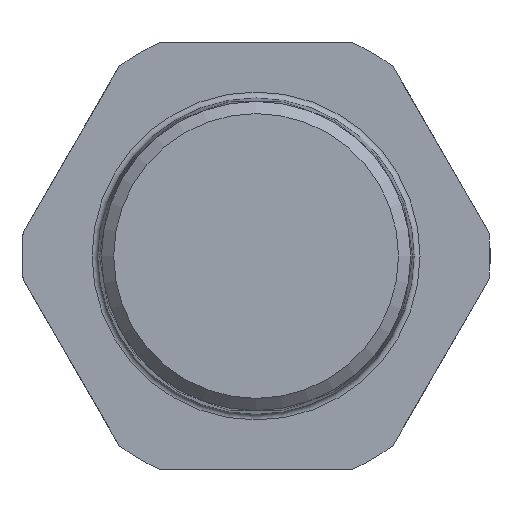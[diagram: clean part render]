
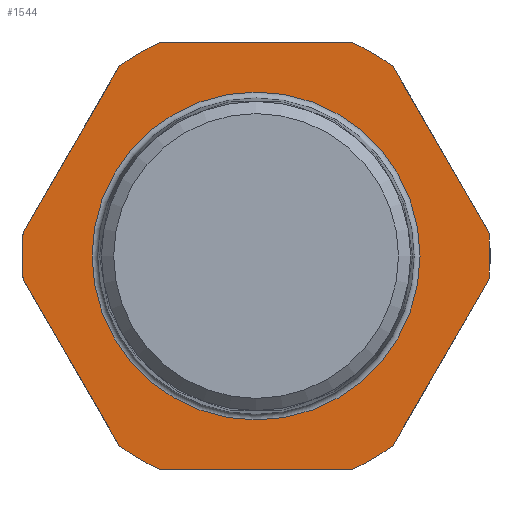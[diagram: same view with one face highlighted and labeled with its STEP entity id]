
A CAD part, left-side view. The second image highlights one B-rep face of the part: STEP entity #1544.
In plain terms, the highlighted planar face has unit normal (-1, 0, 0).
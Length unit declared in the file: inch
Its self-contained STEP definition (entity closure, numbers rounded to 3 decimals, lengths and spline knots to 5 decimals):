
#28=FACE_BOUND('',#469,.T.);
#109=LINE('',#3259,#168);
#112=LINE('',#3289,#171);
#115=LINE('',#3319,#174);
#118=LINE('',#3349,#177);
#121=LINE('',#3369,#180);
#124=LINE('',#3412,#183);
#168=VECTOR('',#2158,0.3937);
#171=VECTOR('',#2163,0.3937);
#174=VECTOR('',#2168,0.3937);
#177=VECTOR('',#2173,0.3937);
#180=VECTOR('',#2178,0.3937);
#183=VECTOR('',#2183,0.3937);
#384=FACE_OUTER_BOUND('',#468,.T.);
#468=EDGE_LOOP('',(#1387,#1388,#1389,#1390,#1391,#1392,#1393,#1394,#1395,
#1396,#1397,#1398));
#469=EDGE_LOOP('',(#1399,#1400));
#582=CIRCLE('',#1749,0.77756);
#584=CIRCLE('',#1752,0.77756);
#585=CIRCLE('',#1754,0.77756);
#588=CIRCLE('',#1758,0.77756);
#589=CIRCLE('',#1760,0.77756);
#593=CIRCLE('',#1766,0.77756);
#594=CIRCLE('',#1767,0.54469);
#595=CIRCLE('',#1768,0.54469);
#730=VERTEX_POINT('',#3256);
#731=VERTEX_POINT('',#3258);
#734=VERTEX_POINT('',#3286);
#735=VERTEX_POINT('',#3288);
#738=VERTEX_POINT('',#3316);
#739=VERTEX_POINT('',#3318);
#742=VERTEX_POINT('',#3346);
#743=VERTEX_POINT('',#3348);
#746=VERTEX_POINT('',#3366);
#747=VERTEX_POINT('',#3368);
#751=VERTEX_POINT('',#3409);
#752=VERTEX_POINT('',#3411);
#753=VERTEX_POINT('',#3434);
#754=VERTEX_POINT('',#3435);
#937=EDGE_CURVE('',#731,#730,#109,.T.);
#941=EDGE_CURVE('',#735,#734,#112,.T.);
#945=EDGE_CURVE('',#739,#738,#115,.T.);
#949=EDGE_CURVE('',#743,#742,#118,.T.);
#953=EDGE_CURVE('',#747,#746,#121,.T.);
#958=EDGE_CURVE('',#752,#751,#124,.T.);
#961=EDGE_CURVE('',#752,#742,#582,.T.);
#963=EDGE_CURVE('',#743,#738,#584,.T.);
#964=EDGE_CURVE('',#735,#746,#585,.T.);
#967=EDGE_CURVE('',#739,#734,#588,.T.);
#968=EDGE_CURVE('',#731,#751,#589,.T.);
#972=EDGE_CURVE('',#747,#730,#593,.T.);
#973=EDGE_CURVE('',#753,#754,#594,.T.);
#974=EDGE_CURVE('',#754,#753,#595,.T.);
#1387=ORIENTED_EDGE('',*,*,#937,.T.);
#1388=ORIENTED_EDGE('',*,*,#972,.F.);
#1389=ORIENTED_EDGE('',*,*,#953,.T.);
#1390=ORIENTED_EDGE('',*,*,#964,.F.);
#1391=ORIENTED_EDGE('',*,*,#941,.T.);
#1392=ORIENTED_EDGE('',*,*,#967,.F.);
#1393=ORIENTED_EDGE('',*,*,#945,.T.);
#1394=ORIENTED_EDGE('',*,*,#963,.F.);
#1395=ORIENTED_EDGE('',*,*,#949,.T.);
#1396=ORIENTED_EDGE('',*,*,#961,.F.);
#1397=ORIENTED_EDGE('',*,*,#958,.T.);
#1398=ORIENTED_EDGE('',*,*,#968,.F.);
#1399=ORIENTED_EDGE('',*,*,#973,.T.);
#1400=ORIENTED_EDGE('',*,*,#974,.T.);
#1469=PLANE('',#1765);
#1544=ADVANCED_FACE('',(#384,#28),#1469,.T.);
#1749=AXIS2_PLACEMENT_3D('',#3416,#2189,#2190);
#1752=AXIS2_PLACEMENT_3D('',#3419,#2195,#2196);
#1754=AXIS2_PLACEMENT_3D('',#3421,#2199,#2200);
#1758=AXIS2_PLACEMENT_3D('',#3425,#2207,#2208);
#1760=AXIS2_PLACEMENT_3D('',#3427,#2211,#2212);
#1765=AXIS2_PLACEMENT_3D('',#3432,#2221,#2222);
#1766=AXIS2_PLACEMENT_3D('',#3433,#2223,#2224);
#1767=AXIS2_PLACEMENT_3D('',#3436,#2225,#2226);
#1768=AXIS2_PLACEMENT_3D('',#3437,#2227,#2228);
#2158=DIRECTION('',(0.,-0.5,-0.866));
#2163=DIRECTION('',(0.,-0.5,0.866));
#2168=DIRECTION('',(0.,0.5,0.866));
#2173=DIRECTION('',(0.,1.,0.));
#2178=DIRECTION('',(0.,-1.,0.));
#2183=DIRECTION('',(0.,0.5,-0.866));
#2189=DIRECTION('center_axis',(1.,0.,0.));
#2190=DIRECTION('ref_axis',(0.,0.,1.));
#2195=DIRECTION('center_axis',(1.,0.,0.));
#2196=DIRECTION('ref_axis',(0.,0.,1.));
#2199=DIRECTION('center_axis',(1.,0.,0.));
#2200=DIRECTION('ref_axis',(0.,0.,1.));
#2207=DIRECTION('center_axis',(1.,0.,0.));
#2208=DIRECTION('ref_axis',(0.,0.,1.));
#2211=DIRECTION('center_axis',(1.,0.,0.));
#2212=DIRECTION('ref_axis',(0.,0.,1.));
#2221=DIRECTION('center_axis',(-1.,0.,0.));
#2222=DIRECTION('ref_axis',(0.,0.,
-1.));
#2223=DIRECTION('center_axis',(1.,0.,0.));
#2224=DIRECTION('ref_axis',(0.,0.,1.));
#2225=DIRECTION('center_axis',(1.,0.,0.));
#2226=DIRECTION('ref_axis',(0.,0.,1.));
#2227=DIRECTION('center_axis',(1.,0.,0.));
#2228=DIRECTION('ref_axis',(0.,0.,1.));
#3256=CARTESIAN_POINT('',(-1.50591,0.45372,-0.63145));
#3258=CARTESIAN_POINT('',(-1.50591,0.77372,-0.07721));
#3259=CARTESIAN_POINT('',(-1.50591,0.59652,-0.38412));
#3286=CARTESIAN_POINT('',(-1.50591,-0.77372,-0.07721));
#3288=CARTESIAN_POINT('',(-1.50591,-0.45372,-0.63145));
#3289=CARTESIAN_POINT('',(-1.50591,-0.63091,-0.32455));
#3316=CARTESIAN_POINT('',(-1.50591,-0.45372,0.63145));
#3318=CARTESIAN_POINT('',(-1.50591,-0.77372,0.07721));
#3319=CARTESIAN_POINT('',(-1.50591,-0.79091,0.04742));
#3346=CARTESIAN_POINT('',(-1.50591,0.32,0.70866));
#3348=CARTESIAN_POINT('',(-1.50591,-0.32,0.70866));
#3349=CARTESIAN_POINT('',(-1.50591,-0.54878,0.70866));
#3366=CARTESIAN_POINT('',(-1.50591,-0.32,-0.70866));
#3368=CARTESIAN_POINT('',(-1.50591,0.32,-0.70866));
#3369=CARTESIAN_POINT('',(-1.50591,-0.22878,-0.70866));
#3409=CARTESIAN_POINT('',(-1.50591,0.77372,0.07721));
#3411=CARTESIAN_POINT('',(-1.50591,0.45372,0.63145));
#3412=CARTESIAN_POINT('',(-1.50591,0.43653,0.66124));
#3416=CARTESIAN_POINT('Origin',(-1.50591,0.,
0.));
#3419=CARTESIAN_POINT('Origin',(-1.50591,0.,
0.));
#3421=CARTESIAN_POINT('Origin',(-1.50591,0.,
0.));
#3425=CARTESIAN_POINT('Origin',(-1.50591,0.,
0.));
#3427=CARTESIAN_POINT('Origin',(-1.50591,0.,
0.));
#3432=CARTESIAN_POINT('Origin',(-1.50591,-0.77756,0.));
#3433=CARTESIAN_POINT('Origin',(-1.50591,0.,
0.));
#3434=CARTESIAN_POINT('',(-1.50591,-0.54469,0.));
#3435=CARTESIAN_POINT('',(-1.50591,0.,-0.54469));
#3436=CARTESIAN_POINT('Origin',(-1.50591,0.,
0.));
#3437=CARTESIAN_POINT('Origin',(-1.50591,0.,
0.));
